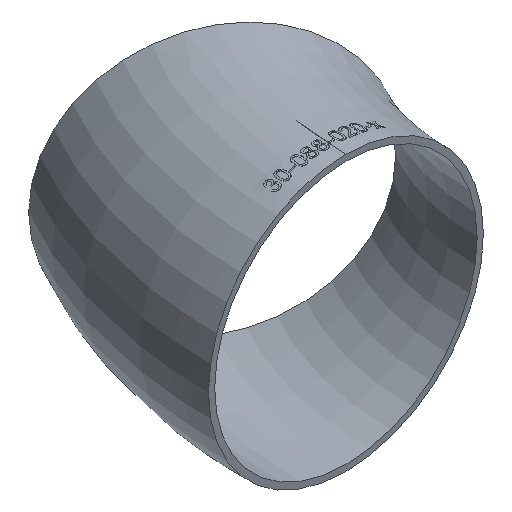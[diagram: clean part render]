
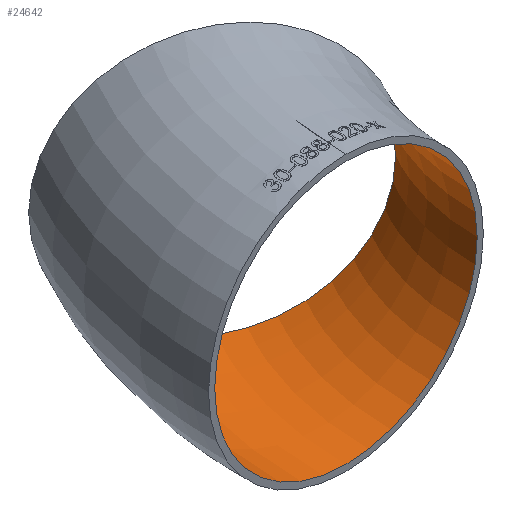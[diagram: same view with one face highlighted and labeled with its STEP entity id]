
A CAD part, isometric view. The second image highlights one B-rep face of the part: STEP entity #24642.
In plain terms, the highlighted toroidal (fillet/blend) face has major radius 114.5 mm and minor radius 42.45 mm.
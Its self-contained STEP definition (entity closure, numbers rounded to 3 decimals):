
#898 = AXIS2_PLACEMENT_3D ( 'NONE', #2521, #21931, #21791 ) ;
#2307 = AXIS2_PLACEMENT_3D ( 'NONE', #25239, #20757, #14551 ) ;
#2521 = CARTESIAN_POINT ( 'NONE',  ( 0., 0., 0. ) ) ;
#3560 = CARTESIAN_POINT ( 'NONE',  ( -114.5, 0., 42.45 ) ) ;
#4532 = TOROIDAL_SURFACE ( 'NONE', #898, 114.5, 42.45 ) ;
#11712 = CARTESIAN_POINT ( 'NONE',  ( -114.5, 0., 0. ) ) ;
#14447 = CIRCLE ( 'NONE', #2307, 42.45 ) ;
#14551 = DIRECTION ( 'NONE',  ( -0.866, 0.5, 0. ) ) ;
#14851 = ORIENTED_EDGE ( 'NONE', *, *, #21281, .T. ) ;
#15571 = EDGE_LOOP ( 'NONE', ( #14851 ) ) ;
#16044 = ORIENTED_EDGE ( 'NONE', *, *, #27821, .F. ) ;
#17857 = FACE_OUTER_BOUND ( 'NONE', #15571, .T. ) ;
#19026 = CIRCLE ( 'NONE', #22637, 42.45 ) ;
#19145 = CARTESIAN_POINT ( 'NONE',  ( -135.923, 78.475, 0. ) ) ;
#20757 = DIRECTION ( 'NONE',  ( 0.5, 0.866, 0. ) ) ;
#21281 = EDGE_CURVE ( 'NONE', #27171, #27171, #14447, .T. ) ;
#21791 = DIRECTION ( 'NONE',  ( -1., 0., 0. ) ) ;
#21931 = DIRECTION ( 'NONE',  ( 0., 0., -1. ) ) ;
#22113 = DIRECTION ( 'NONE',  ( 0., 1., 0. ) ) ;
#22392 = DIRECTION ( 'NONE',  ( 0., 0., 1. ) ) ;
#22637 = AXIS2_PLACEMENT_3D ( 'NONE', #11712, #22113, #22392 ) ;
#24642 = ADVANCED_FACE ( 'NONE', ( #17857, #26430 ), #4532, .F. ) ;
#24858 = EDGE_LOOP ( 'NONE', ( #16044 ) ) ;
#25239 = CARTESIAN_POINT ( 'NONE',  ( -99.16, 57.25, 0. ) ) ;
#26430 = FACE_OUTER_BOUND ( 'NONE', #24858, .T. ) ;
#27171 = VERTEX_POINT ( 'NONE', #19145 ) ;
#27705 = VERTEX_POINT ( 'NONE', #3560 ) ;
#27821 = EDGE_CURVE ( 'NONE', #27705, #27705, #19026, .T. ) ;
